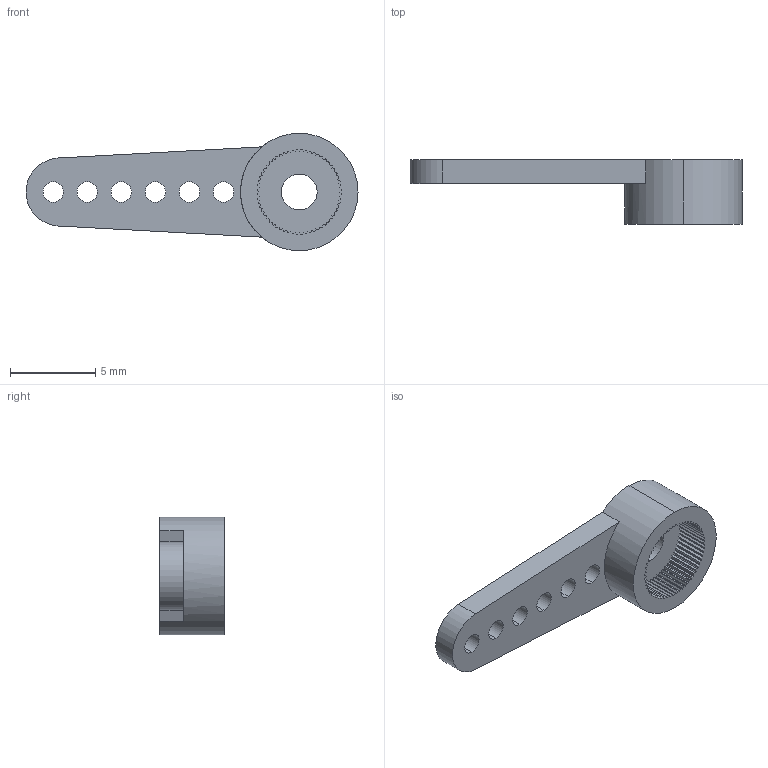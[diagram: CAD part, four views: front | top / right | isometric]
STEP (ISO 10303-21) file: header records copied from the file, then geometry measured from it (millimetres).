
FILE_DESCRIPTION (( 'STEP AP214' ), '1' );
FILE_NAME ('micro_servo_arm.STEP', '2025-03-01T23:04:31', ( '' ), ( '' ), 'SwSTEP 2.0', 'SolidWorks 2024', '' );
FILE_SCHEMA (( 'AUTOMOTIVE_DESIGN' ));
Length unit declared in the file: millimetre
Products named in the file (1): micro_servo_arm
Bounding box: 19.5 x 3.8 x 6.9 mm (x, y, z)
Volume: 155.4 mm3; surface area: 376.1 mm2
Topology: 1 solids, 1 shells, 206 faces, 606 edges, 404 vertices
Faces by surface type: plane 127, cylinder 79
Entity records: 6921 total; most frequent: CARTESIAN_POINT 1217, ORIENTED_EDGE 1212, DIRECTION 1180, EDGE_CURVE 606, LINE 446, VECTOR 446, VERTEX_POINT 404, AXIS2_PLACEMENT_3D 367
